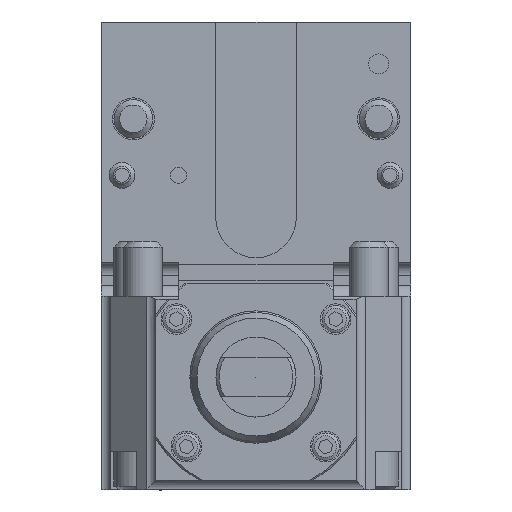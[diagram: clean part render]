
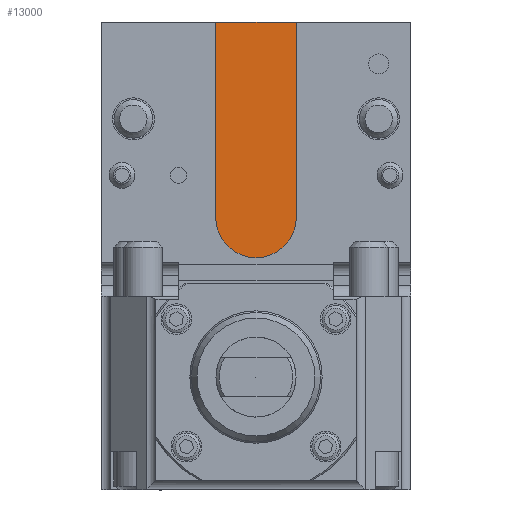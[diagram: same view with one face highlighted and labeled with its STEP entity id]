
A CAD part, left-side view. The second image highlights one B-rep face of the part: STEP entity #13000.
In plain terms, the highlighted planar face has unit normal (-1, 0, 0).
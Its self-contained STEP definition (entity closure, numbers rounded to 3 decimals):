
#16 = DIRECTION ( 'NONE',  ( 0., 0., 1. ) ) ;
#320 = VERTEX_POINT ( 'NONE', #3431 ) ;
#1442 = EDGE_CURVE ( 'NONE', #8923, #6727, #2358, .T. ) ;
#1835 = CIRCLE ( 'NONE', #9912, 12.5 ) ;
#1910 = EDGE_LOOP ( 'NONE', ( #3131, #5381, #8730, #2739 ) ) ;
#1970 = CARTESIAN_POINT ( 'NONE',  ( 8., 0., 49.5 ) ) ;
#2231 = CARTESIAN_POINT ( 'NONE',  ( 8., -34., 110. ) ) ;
#2358 = LINE ( 'NONE', #2231, #4359 ) ;
#2724 = CARTESIAN_POINT ( 'NONE',  ( 8., 12.5, 110. ) ) ;
#2739 = ORIENTED_EDGE ( 'NONE', *, *, #3194, .T. ) ;
#3131 = ORIENTED_EDGE ( 'NONE', *, *, #1442, .T. ) ;
#3194 = EDGE_CURVE ( 'NONE', #320, #8923, #12278, .T. ) ;
#3431 = CARTESIAN_POINT ( 'NONE',  ( 8., -12.5, 49.5 ) ) ;
#3925 = DIRECTION ( 'NONE',  ( -1., 0., 0. ) ) ;
#4063 = CARTESIAN_POINT ( 'NONE',  ( 8., 0., 49.5 ) ) ;
#4070 = DIRECTION ( 'NONE',  ( 0., 0., -1. ) ) ;
#4359 = VECTOR ( 'NONE', #6511, 1000. ) ;
#4871 = DIRECTION ( 'NONE',  ( 0., 0., 1. ) ) ;
#5084 = VERTEX_POINT ( 'NONE', #10842 ) ;
#5381 = ORIENTED_EDGE ( 'NONE', *, *, #9784, .T. ) ;
#6511 = DIRECTION ( 'NONE',  ( 0., 1., 0. ) ) ;
#6679 = AXIS2_PLACEMENT_3D ( 'NONE', #4063, #9180, #8196 ) ;
#6727 = VERTEX_POINT ( 'NONE', #2724 ) ;
#6877 = EDGE_CURVE ( 'NONE', #5084, #320, #1835, .T. ) ;
#7584 = VECTOR ( 'NONE', #16, 1000. ) ;
#8092 = CARTESIAN_POINT ( 'NONE',  ( 8., -12.5, 110. ) ) ;
#8196 = DIRECTION ( 'NONE',  ( 0., 0., 1. ) ) ;
#8730 = ORIENTED_EDGE ( 'NONE', *, *, #6877, .T. ) ;
#8923 = VERTEX_POINT ( 'NONE', #8092 ) ;
#8984 = CARTESIAN_POINT ( 'NONE',  ( 8., 12.5, 117.185 ) ) ;
#9132 = CARTESIAN_POINT ( 'NONE',  ( 8., -12.5, 49.5 ) ) ;
#9180 = DIRECTION ( 'NONE',  ( -1., 0., 0. ) ) ;
#9276 = VECTOR ( 'NONE', #4070, 1000. ) ;
#9324 = PLANE ( 'NONE',  #6679 ) ;
#9784 = EDGE_CURVE ( 'NONE', #6727, #5084, #11059, .T. ) ;
#9912 = AXIS2_PLACEMENT_3D ( 'NONE', #1970, #3925, #4871 ) ;
#10842 = CARTESIAN_POINT ( 'NONE',  ( 8., 12.5, 49.5 ) ) ;
#11059 = LINE ( 'NONE', #8984, #9276 ) ;
#11458 = FACE_OUTER_BOUND ( 'NONE', #1910, .T. ) ;
#12278 = LINE ( 'NONE', #9132, #7584 ) ;
#13000 = ADVANCED_FACE ( 'NONE', ( #11458 ), #9324, .T. ) ;
